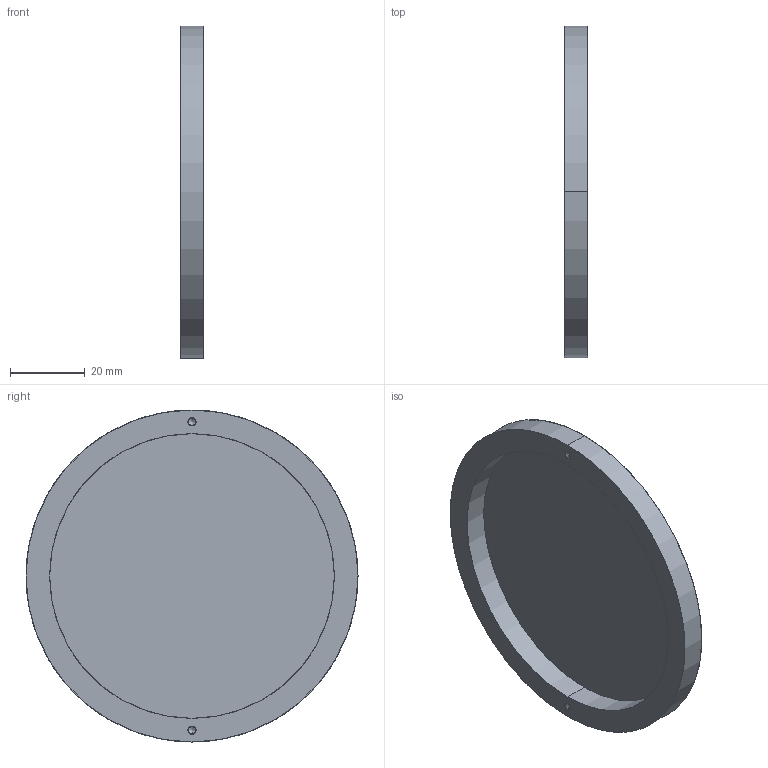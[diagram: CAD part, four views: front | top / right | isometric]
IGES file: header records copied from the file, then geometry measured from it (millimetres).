
Start section: SolidWorks IGES file using analytic representation for surfaces
Global section: file name: Web Model 39486_39488.igs; native system: SolidWorks 2016; preprocessor: SolidWorks 2016; author: mabramson; date: 180316.151023; units: millimetre
Bounding box: 6.35 x 88.9 x 88.9 mm (x, y, z)
Surface area: 19035.3 mm2 (no closed solid volume)
Topology: 0 solids, 0 shells, 24 faces, 616 edges, 612 vertices
Faces by surface type: revolution 18, bspline 6
